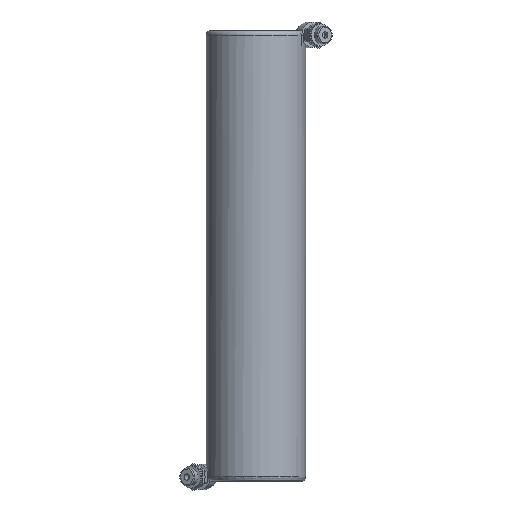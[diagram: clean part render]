
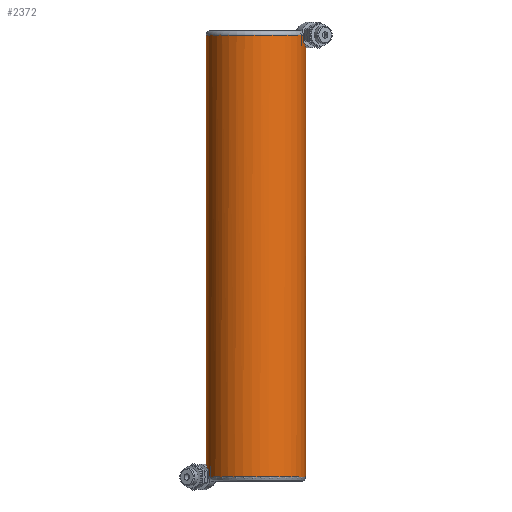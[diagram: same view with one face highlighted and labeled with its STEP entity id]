
A CAD part, front view. The second image highlights one B-rep face of the part: STEP entity #2372.
In plain terms, the highlighted cylindrical face has radius 37.5 mm (diameter 75 mm), a full revolution.
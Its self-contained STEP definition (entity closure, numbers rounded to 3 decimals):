
#114=ELLIPSE('',#2485,43.301,37.5);
#115=ELLIPSE('',#2487,43.301,37.5);
#116=ELLIPSE('',#2488,43.301,37.5);
#117=ELLIPSE('',#2490,43.301,37.5);
#118=B_SPLINE_CURVE_WITH_KNOTS('',3,(#3118,#3119,#3120,#3121,#3122,#3123,
#3124,#3125,#3126,#3127,#3128,#3129),.UNSPECIFIED.,.F.,.F.,(4,1,1,1,1,1,
1,1,1,4),(0.,0.001,0.002,0.004,
0.005,0.007,0.01,0.012,
0.015,0.02),.UNSPECIFIED.);
#119=B_SPLINE_CURVE_WITH_KNOTS('',3,(#3131,#3132,#3133,#3134,#3135),
 .UNSPECIFIED.,.F.,.F.,(4,1,4),(0.,0.005,0.011),
 .UNSPECIFIED.);
#120=B_SPLINE_CURVE_WITH_KNOTS('',3,(#3163,#3164,#3165,#3166,#3167,#3168,
#3169,#3170,#3171,#3172,#3173,#3174),.UNSPECIFIED.,.F.,.F.,(4,1,1,1,1,1,
1,1,1,4),(0.,0.001,0.002,0.004,
0.005,0.007,0.01,0.012,
0.015,0.02),.UNSPECIFIED.);
#121=B_SPLINE_CURVE_WITH_KNOTS('',3,(#3176,#3177,#3178,#3179,#3180),
 .UNSPECIFIED.,.F.,.F.,(4,1,4),(0.,0.005,
0.011),.UNSPECIFIED.);
#198=CIRCLE('',#2484,37.5);
#199=CIRCLE('',#2486,37.5);
#200=CIRCLE('',#2489,37.5);
#201=CIRCLE('',#2491,37.5);
#266=ORIENTED_EDGE('',*,*,#754,.F.);
#267=ORIENTED_EDGE('',*,*,#755,.T.);
#268=ORIENTED_EDGE('',*,*,#756,.T.);
#269=ORIENTED_EDGE('',*,*,#757,.T.);
#270=ORIENTED_EDGE('',*,*,#758,.T.);
#271=ORIENTED_EDGE('',*,*,#759,.T.);
#272=ORIENTED_EDGE('',*,*,#760,.T.);
#273=ORIENTED_EDGE('',*,*,#761,.T.);
#274=ORIENTED_EDGE('',*,*,#762,.T.);
#275=ORIENTED_EDGE('',*,*,#763,.F.);
#276=ORIENTED_EDGE('',*,*,#764,.T.);
#277=ORIENTED_EDGE('',*,*,#765,.T.);
#278=ORIENTED_EDGE('',*,*,#766,.F.);
#279=ORIENTED_EDGE('',*,*,#767,.T.);
#280=ORIENTED_EDGE('',*,*,#768,.F.);
#281=ORIENTED_EDGE('',*,*,#769,.F.);
#282=ORIENTED_EDGE('',*,*,#770,.F.);
#283=ORIENTED_EDGE('',*,*,#771,.T.);
#284=ORIENTED_EDGE('',*,*,#772,.T.);
#285=ORIENTED_EDGE('',*,*,#773,.T.);
#754=EDGE_CURVE('',#998,#999,#1164,.T.);
#755=EDGE_CURVE('',#998,#1000,#198,.T.);
#756=EDGE_CURVE('',#1000,#1001,#118,.T.);
#757=EDGE_CURVE('',#1001,#1002,#119,.T.);
#758=EDGE_CURVE('',#1002,#1003,#1165,.T.);
#759=EDGE_CURVE('',#1003,#1004,#114,.F.);
#760=EDGE_CURVE('',#1004,#1005,#1166,.F.);
#761=EDGE_CURVE('',#1005,#1006,#199,.T.);
#762=EDGE_CURVE('',#1006,#1007,#1167,.T.);
#763=EDGE_CURVE('',#999,#1007,#115,.F.);
#764=EDGE_CURVE('',#1008,#1009,#116,.F.);
#765=EDGE_CURVE('',#1009,#1010,#1168,.T.);
#766=EDGE_CURVE('',#1011,#1010,#200,.T.);
#767=EDGE_CURVE('',#1011,#1012,#1169,.F.);
#768=EDGE_CURVE('',#1013,#1012,#117,.F.);
#769=EDGE_CURVE('',#1014,#1013,#1170,.F.);
#770=EDGE_CURVE('',#1015,#1014,#201,.T.);
#771=EDGE_CURVE('',#1015,#1016,#120,.T.);
#772=EDGE_CURVE('',#1016,#1017,#121,.T.);
#773=EDGE_CURVE('',#1017,#1008,#1171,.F.);
#998=VERTEX_POINT('',#3114);
#999=VERTEX_POINT('',#3115);
#1000=VERTEX_POINT('',#3117);
#1001=VERTEX_POINT('',#3130);
#1002=VERTEX_POINT('',#3136);
#1003=VERTEX_POINT('',#3138);
#1004=VERTEX_POINT('',#3140);
#1005=VERTEX_POINT('',#3142);
#1006=VERTEX_POINT('',#3144);
#1007=VERTEX_POINT('',#3146);
#1008=VERTEX_POINT('',#3149);
#1009=VERTEX_POINT('',#3150);
#1010=VERTEX_POINT('',#3152);
#1011=VERTEX_POINT('',#3154);
#1012=VERTEX_POINT('',#3156);
#1013=VERTEX_POINT('',#3158);
#1014=VERTEX_POINT('',#3160);
#1015=VERTEX_POINT('',#3162);
#1016=VERTEX_POINT('',#3175);
#1017=VERTEX_POINT('',#3181);
#1164=LINE('',#3113,#1256);
#1165=LINE('',#3137,#1257);
#1166=LINE('',#3141,#1258);
#1167=LINE('',#3145,#1259);
#1168=LINE('',#3151,#1260);
#1169=LINE('',#3155,#1261);
#1170=LINE('',#3159,#1262);
#1171=LINE('',#3182,#1263);
#1256=VECTOR('',#2665,1000.);
#1257=VECTOR('',#2668,1000.);
#1258=VECTOR('',#2671,1000.);
#1259=VECTOR('',#2674,1000.);
#1260=VECTOR('',#2679,1000.);
#1261=VECTOR('',#2682,1000.);
#1262=VECTOR('',#2685,1000.);
#1263=VECTOR('',#2688,1000.);
#1348=EDGE_LOOP('',(#266,#267,#268,#269,#270,#271,#272,#273,#274,#275));
#1349=EDGE_LOOP('',(#276,#277,#278,#279,#280,#281,#282,#283,#284,#285));
#1482=FACE_BOUND('',#1348,.T.);
#1483=FACE_BOUND('',#1349,.T.);
#1616=CYLINDRICAL_SURFACE('',#2483,37.5);
#2372=ADVANCED_FACE('',(#1482,#1483),#1616,.T.);
#2483=AXIS2_PLACEMENT_3D('',#3112,#2663,#2664);
#2484=AXIS2_PLACEMENT_3D('',#3116,#2666,#2667);
#2485=AXIS2_PLACEMENT_3D('',#3139,#2669,#2670);
#2486=AXIS2_PLACEMENT_3D('',#3143,#2672,#2673);
#2487=AXIS2_PLACEMENT_3D('',#3147,#2675,#2676);
#2488=AXIS2_PLACEMENT_3D('',#3148,#2677,#2678);
#2489=AXIS2_PLACEMENT_3D('',#3153,#2680,#2681);
#2490=AXIS2_PLACEMENT_3D('',#3157,#2683,#2684);
#2491=AXIS2_PLACEMENT_3D('',#3161,#2686,#2687);
#2663=DIRECTION('',(0.,0.,-1.));
#2664=DIRECTION('',(-1.,0.,0.));
#2665=DIRECTION('',(0.,0.,-1.));
#2666=DIRECTION('',(0.,0.,-1.));
#2667=DIRECTION('',(-1.,0.,0.));
#2668=DIRECTION('',(0.,0.,-1.));
#2669=DIRECTION('',(0.433,0.25,0.866));
#2670=DIRECTION('',(0.75,0.433,-0.5));
#2671=DIRECTION('',(0.,0.,-1.));
#2672=DIRECTION('',(0.,0.,-1.));
#2673=DIRECTION('',(-1.,0.,0.));
#2674=DIRECTION('',(0.,0.,-1.));
#2675=DIRECTION('',(-0.433,-0.25,-0.866));
#2676=DIRECTION('',(0.75,0.433,-0.5));
#2677=DIRECTION('',(-0.433,0.25,-0.866));
#2678=DIRECTION('',(0.75,-0.433,-0.5));
#2679=DIRECTION('',(0.,0.,-1.));
#2680=DIRECTION('',(0.,0.,-1.));
#2681=DIRECTION('',(-1.,0.,0.));
#2682=DIRECTION('',(0.,0.,-1.));
#2683=DIRECTION('',(0.433,-0.25,0.866));
#2684=DIRECTION('',(0.75,-0.433,-0.5));
#2685=DIRECTION('',(0.,0.,-1.));
#2686=DIRECTION('',(0.,0.,-1.));
#2687=DIRECTION('',(-1.,0.,0.));
#2688=DIRECTION('',(0.,0.,-1.));
#3112=CARTESIAN_POINT('',(0.,37.5,-340.));
#3113=CARTESIAN_POINT('',(33.889,21.443,-340.));
#3114=CARTESIAN_POINT('',(33.889,21.443,-3.18));
#3115=CARTESIAN_POINT('',(33.889,21.443,-10.686));
#3116=CARTESIAN_POINT('',(0.,37.5,-3.18));
#3117=CARTESIAN_POINT('',(33.519,54.314,-3.18));
#3118=CARTESIAN_POINT('',(33.519,54.314,-3.18));
#3119=CARTESIAN_POINT('',(33.519,54.314,-3.598));
#3120=CARTESIAN_POINT('',(33.69,53.975,-4.367));
#3121=CARTESIAN_POINT('',(34.071,53.175,-5.218));
#3122=CARTESIAN_POINT('',(34.469,52.281,-5.961));
#3123=CARTESIAN_POINT('',(34.989,51.021,-6.858));
#3124=CARTESIAN_POINT('',(35.591,49.375,-7.871));
#3125=CARTESIAN_POINT('',(36.215,47.314,-8.992));
#3126=CARTESIAN_POINT('',(36.729,45.175,-10.033));
#3127=CARTESIAN_POINT('',(37.256,42.216,-11.316));
#3128=CARTESIAN_POINT('',(37.454,39.929,-12.125));
#3129=CARTESIAN_POINT('',(37.49,38.36,-12.573));
#3130=CARTESIAN_POINT('',(37.49,38.36,-12.573));
#3131=CARTESIAN_POINT('',(37.49,38.36,-12.573));
#3132=CARTESIAN_POINT('',(37.531,36.58,-12.443));
#3133=CARTESIAN_POINT('',(37.361,33.096,-11.936));
#3134=CARTESIAN_POINT('',(36.736,29.841,-10.417));
#3135=CARTESIAN_POINT('',(36.403,28.495,-9.263));
#3136=CARTESIAN_POINT('',(36.403,28.495,-9.263));
#3137=CARTESIAN_POINT('',(36.403,28.495,-340.));
#3138=CARTESIAN_POINT('',(36.403,28.495,-9.937));
#3139=CARTESIAN_POINT('',(0.,37.5,5.665));
#3140=CARTESIAN_POINT('',(35.55,25.565,-8.665));
#3141=CARTESIAN_POINT('',(35.55,25.565,-340.));
#3142=CARTESIAN_POINT('',(35.55,25.565,-3.18));
#3143=CARTESIAN_POINT('',(0.,37.5,-3.18));
#3144=CARTESIAN_POINT('',(34.073,21.838,-3.18));
#3145=CARTESIAN_POINT('',(34.073,21.838,-340.));
#3146=CARTESIAN_POINT('',(34.073,21.838,-10.892));
#3147=CARTESIAN_POINT('',(0.,37.5,1.624));
#3148=CARTESIAN_POINT('',(0.,37.5,-345.665));
#3149=CARTESIAN_POINT('',(-36.403,28.495,-330.063));
#3150=CARTESIAN_POINT('',(-35.55,25.565,-331.335));
#3151=CARTESIAN_POINT('',(-35.55,25.565,-340.));
#3152=CARTESIAN_POINT('',(-35.55,25.565,-336.82));
#3153=CARTESIAN_POINT('',(0.,37.5,-336.82));
#3154=CARTESIAN_POINT('',(-34.073,21.838,-336.82));
#3155=CARTESIAN_POINT('',(-34.073,21.838,-340.));
#3156=CARTESIAN_POINT('',(-34.073,21.838,-329.108));
#3157=CARTESIAN_POINT('',(0.,37.5,-341.624));
#3158=CARTESIAN_POINT('',(-33.889,21.443,-329.314));
#3159=CARTESIAN_POINT('',(-33.889,21.443,-340.));
#3160=CARTESIAN_POINT('',(-33.889,21.443,-336.82));
#3161=CARTESIAN_POINT('',(0.,37.5,-336.82));
#3162=CARTESIAN_POINT('',(-33.519,54.314,-336.82));
#3163=CARTESIAN_POINT('',(-33.519,54.314,-336.82));
#3164=CARTESIAN_POINT('',(-33.519,54.314,-336.402));
#3165=CARTESIAN_POINT('',(-33.69,53.975,-335.633));
#3166=CARTESIAN_POINT('',(-34.071,53.175,-334.782));
#3167=CARTESIAN_POINT('',(-34.469,52.281,-334.039));
#3168=CARTESIAN_POINT('',(-34.989,51.021,-333.142));
#3169=CARTESIAN_POINT('',(-35.591,49.375,-332.129));
#3170=CARTESIAN_POINT('',(-36.215,47.314,-331.008));
#3171=CARTESIAN_POINT('',(-36.729,45.175,-329.967));
#3172=CARTESIAN_POINT('',(-37.256,42.216,-328.684));
#3173=CARTESIAN_POINT('',(-37.454,39.929,-327.875));
#3174=CARTESIAN_POINT('',(-37.49,38.36,-327.427));
#3175=CARTESIAN_POINT('',(-37.49,38.36,-327.427));
#3176=CARTESIAN_POINT('',(-37.49,38.36,-327.427));
#3177=CARTESIAN_POINT('',(-37.531,36.58,-327.557));
#3178=CARTESIAN_POINT('',(-37.361,33.096,-328.064));
#3179=CARTESIAN_POINT('',(-36.736,29.841,-329.583));
#3180=CARTESIAN_POINT('',(-36.403,28.495,-330.737));
#3181=CARTESIAN_POINT('',(-36.403,28.495,-330.737));
#3182=CARTESIAN_POINT('',(-36.403,28.495,-340.));
